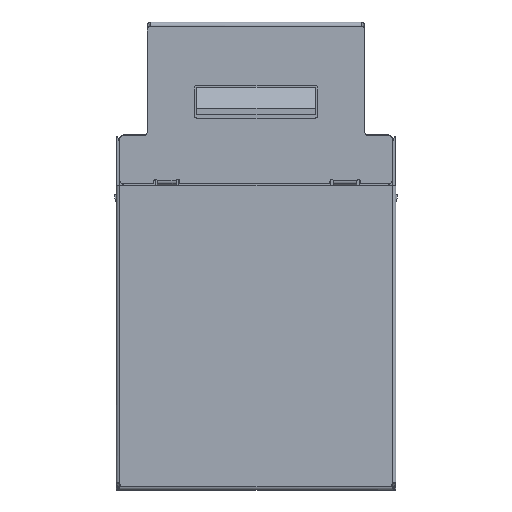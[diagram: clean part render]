
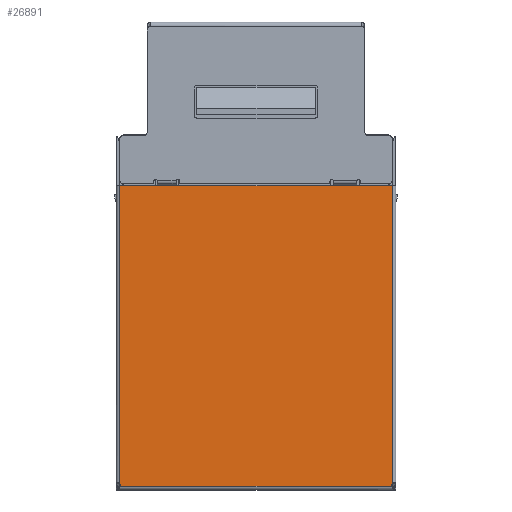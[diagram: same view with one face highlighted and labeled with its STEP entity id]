
A CAD part, front view. The second image highlights one B-rep face of the part: STEP entity #26891.
In plain terms, the highlighted face is planar.
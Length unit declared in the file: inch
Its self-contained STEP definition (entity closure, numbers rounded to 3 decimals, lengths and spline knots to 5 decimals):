
#1089 = FACE_OUTER_BOUND ( 'NONE', #111324, .T. ) ;
#1337 = AXIS2_PLACEMENT_3D ( 'NONE', #85958, #140047, #33120 ) ;
#4123 = CARTESIAN_POINT ( 'NONE',  ( -0.45866, 0.01181, -0.32874 ) ) ;
#4806 = ORIENTED_EDGE ( 'NONE', *, *, #89748, .T. ) ;
#7380 = DIRECTION ( 'NONE',  ( 0., -1., 0. ) ) ;
#7958 = DIRECTION ( 'NONE',  ( 0., 1., 0. ) ) ;
#10077 = AXIS2_PLACEMENT_3D ( 'NONE', #62212, #105638, #7958 ) ;
#10310 = PLANE ( 'NONE',  #82846 ) ;
#13273 = EDGE_CURVE ( 'NONE', #81908, #57719, #137844, .T. ) ;
#13744 = ORIENTED_EDGE ( 'NONE', *, *, #139339, .F. ) ;
#14708 = CIRCLE ( 'NONE', #10077, 0.01893 ) ;
#16349 = CARTESIAN_POINT ( 'NONE',  ( 0.45866, 1.02362, -0.32874 ) ) ;
#25983 = DIRECTION ( 'NONE',  ( -1., 0., 0. ) ) ;
#26173 = DIRECTION ( 'NONE',  ( 0., 1., 0. ) ) ;
#26891 = ADVANCED_FACE ( 'NONE', ( #1089 ), #10310, .F. ) ;
#28563 = ORIENTED_EDGE ( 'NONE', *, *, #46411, .F. ) ;
#31025 = DIRECTION ( 'NONE',  ( 0., 0., 1. ) ) ;
#31731 = DIRECTION ( 'NONE',  ( 1., 0., 0. ) ) ;
#33120 = DIRECTION ( 'NONE',  ( 0., -1., 0. ) ) ;
#33386 = VERTEX_POINT ( 'NONE', #46362 ) ;
#33531 = VERTEX_POINT ( 'NONE', #16349 ) ;
#38091 = LINE ( 'NONE', #90932, #57212 ) ;
#38779 = LINE ( 'NONE', #137094, #54517 ) ;
#46362 = CARTESIAN_POINT ( 'NONE',  ( -0.45866, 0.02362, -0.32874 ) ) ;
#46411 = EDGE_CURVE ( 'NONE', #33531, #67004, #38091, .T. ) ;
#47537 = ORIENTED_EDGE ( 'NONE', *, *, #68377, .T. ) ;
#54517 = VECTOR ( 'NONE', #7380, 39.37008 ) ;
#57212 = VECTOR ( 'NONE', #25983, 39.37008 ) ;
#57719 = VERTEX_POINT ( 'NONE', #100489 ) ;
#62212 = CARTESIAN_POINT ( 'NONE',  ( -0.47611, 0.01628, -0.32874 ) ) ;
#65912 = ORIENTED_EDGE ( 'NONE', *, *, #131689, .T. ) ;
#67004 = VERTEX_POINT ( 'NONE', #72517 ) ;
#68377 = EDGE_CURVE ( 'NONE', #81908, #139228, #90382, .T. ) ;
#72517 = CARTESIAN_POINT ( 'NONE',  ( -0.45866, 1.02362, -0.32874 ) ) ;
#73979 = ORIENTED_EDGE ( 'NONE', *, *, #13273, .F. ) ;
#78340 = VECTOR ( 'NONE', #89666, 39.37008 ) ;
#81908 = VERTEX_POINT ( 'NONE', #91426 ) ;
#82846 = AXIS2_PLACEMENT_3D ( 'NONE', #128686, #31025, #31731 ) ;
#85958 = CARTESIAN_POINT ( 'NONE',  ( 0.47611, 0.01628, -0.32874 ) ) ;
#89666 = DIRECTION ( 'NONE',  ( -1., 0., 0. ) ) ;
#89748 = EDGE_CURVE ( 'NONE', #33531, #57719, #38779, .T. ) ;
#90382 = LINE ( 'NONE', #121689, #78340 ) ;
#90932 = CARTESIAN_POINT ( 'NONE',  ( 0.47047, 1.02362, -0.32874 ) ) ;
#91426 = CARTESIAN_POINT ( 'NONE',  ( 0.45772, 0.01181, -0.32874 ) ) ;
#100489 = CARTESIAN_POINT ( 'NONE',  ( 0.45866, 0.02362, -0.32874 ) ) ;
#101768 = LINE ( 'NONE', #4123, #136442 ) ;
#105638 = DIRECTION ( 'NONE',  ( 0., 0., -1. ) ) ;
#111324 = EDGE_LOOP ( 'NONE', ( #4806, #73979, #47537, #13744, #65912, #28563 ) ) ;
#121689 = CARTESIAN_POINT ( 'NONE',  ( 0.47047, 0.01181, -0.32874 ) ) ;
#128686 = CARTESIAN_POINT ( 'NONE',  ( 0.47047, 0., -0.32874 ) ) ;
#131689 = EDGE_CURVE ( 'NONE', #33386, #67004, #101768, .T. ) ;
#134209 = CARTESIAN_POINT ( 'NONE',  ( -0.45772, 0.01181, -0.32874 ) ) ;
#136442 = VECTOR ( 'NONE', #26173, 39.37008 ) ;
#137094 = CARTESIAN_POINT ( 'NONE',  ( 0.45866, 1.02362, -0.32874 ) ) ;
#137844 = CIRCLE ( 'NONE', #1337, 0.01893 ) ;
#139228 = VERTEX_POINT ( 'NONE', #134209 ) ;
#139339 = EDGE_CURVE ( 'NONE', #33386, #139228, #14708, .T. ) ;
#140047 = DIRECTION ( 'NONE',  ( 0., 0., -1. ) ) ;
